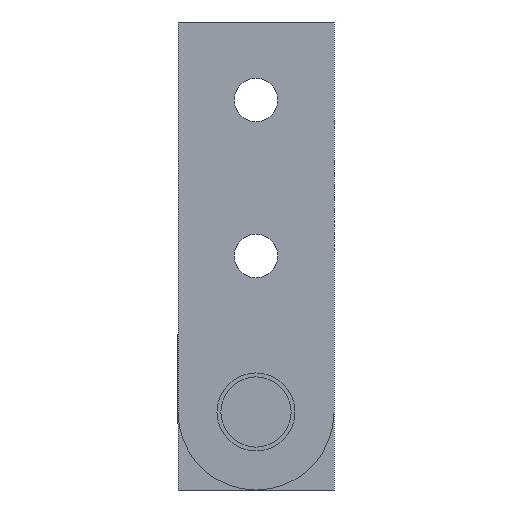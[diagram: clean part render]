
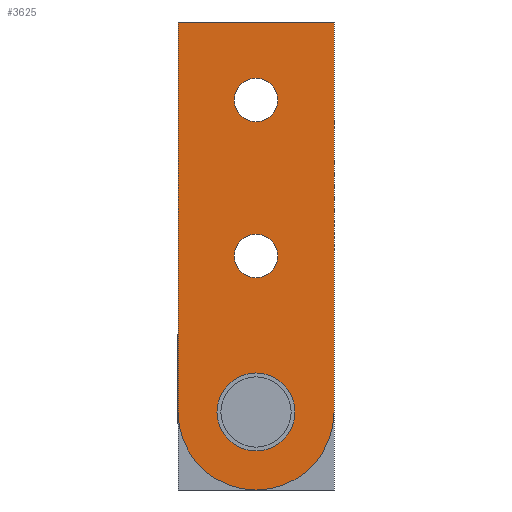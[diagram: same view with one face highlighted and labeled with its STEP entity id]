
A CAD part, left-side view. The second image highlights one B-rep face of the part: STEP entity #3625.
In plain terms, the highlighted planar face has unit normal (-1, 0, 0).
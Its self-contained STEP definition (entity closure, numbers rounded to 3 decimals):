
#3261=CARTESIAN_POINT('',(-0.752,0.14,1.5));
#3262=VERTEX_POINT('',#3261);
#3278=CARTESIAN_POINT('',(-0.752,-0.14,1.5));
#3279=VERTEX_POINT('',#3278);
#3286=CARTESIAN_POINT('',(-0.752,0.0,1.5));
#3287=DIRECTION('',(1.0,0.0,0.0));
#3288=DIRECTION('',(0.0,1.0,0.0));
#3289=AXIS2_PLACEMENT_3D('',#3286,#3287,#3288);
#3290=CIRCLE('',#3289,0.14);
#3291=EDGE_CURVE('',#3262,#3279,#3290,.T.);
#3303=CARTESIAN_POINT('',(-0.752,0.14,2.5));
#3304=VERTEX_POINT('',#3303);
#3320=CARTESIAN_POINT('',(-0.752,-0.14,2.5));
#3321=VERTEX_POINT('',#3320);
#3328=CARTESIAN_POINT('',(-0.752,0.0,2.5));
#3329=DIRECTION('',(1.0,0.0,0.0));
#3330=DIRECTION('',(0.0,1.0,0.0));
#3331=AXIS2_PLACEMENT_3D('',#3328,#3329,#3330);
#3332=CIRCLE('',#3331,0.14);
#3333=EDGE_CURVE('',#3304,#3321,#3332,.T.);
#3345=CARTESIAN_POINT('',(-0.752,0.14,0.5));
#3346=VERTEX_POINT('',#3345);
#3362=CARTESIAN_POINT('',(-0.752,-0.14,0.5));
#3363=VERTEX_POINT('',#3362);
#3370=CARTESIAN_POINT('',(-0.752,0.,0.5));
#3371=DIRECTION('',(1.0,0.0,0.0));
#3372=DIRECTION('',(0.0,1.0,0.0));
#3373=AXIS2_PLACEMENT_3D('',#3370,#3371,#3372);
#3374=CIRCLE('',#3373,0.14);
#3375=EDGE_CURVE('',#3346,#3363,#3374,.T.);
#3386=CARTESIAN_POINT('',(-0.752,0.,0.5));
#3387=DIRECTION('',(1.0,0.0,0.0));
#3388=DIRECTION('',(0.0,1.0,0.0));
#3389=AXIS2_PLACEMENT_3D('',#3386,#3387,#3388);
#3390=CIRCLE('',#3389,0.14);
#3391=EDGE_CURVE('',#3363,#3346,#3390,.T.);
#3410=CARTESIAN_POINT('',(-0.752,0.0,2.5));
#3411=DIRECTION('',(1.0,0.0,0.0));
#3412=DIRECTION('',(0.0,1.0,0.0));
#3413=AXIS2_PLACEMENT_3D('',#3410,#3411,#3412);
#3414=CIRCLE('',#3413,0.14);
#3415=EDGE_CURVE('',#3321,#3304,#3414,.T.);
#3434=CARTESIAN_POINT('',(-0.752,0.0,1.5));
#3435=DIRECTION('',(1.0,0.0,0.0));
#3436=DIRECTION('',(0.0,1.0,0.0));
#3437=AXIS2_PLACEMENT_3D('',#3434,#3435,#3436);
#3438=CIRCLE('',#3437,0.14);
#3439=EDGE_CURVE('',#3279,#3262,#3438,.T.);
#3457=CARTESIAN_POINT('',(-0.752,-0.5,3.0));
#3458=VERTEX_POINT('',#3457);
#3459=CARTESIAN_POINT('',(-0.752,-0.5,0.5));
#3460=VERTEX_POINT('',#3459);
#3461=CARTESIAN_POINT('',(-0.752,-0.5,3.0));
#3462=DIRECTION('',(0.0,0.0,-1.0));
#3463=VECTOR('',#3462,2.5);
#3464=LINE('',#3461,#3463);
#3465=EDGE_CURVE('',#3458,#3460,#3464,.T.);
#3497=CARTESIAN_POINT('',(-0.752,0.5,0.5));
#3498=VERTEX_POINT('',#3497);
#3499=CARTESIAN_POINT('',(-0.752,0.,0.5));
#3500=DIRECTION('',(1.0,0.,0.));
#3501=DIRECTION('',(0.,0.707,-0.707));
#3502=AXIS2_PLACEMENT_3D('',#3499,#3500,#3501);
#3503=CIRCLE('',#3502,0.5);
#3504=EDGE_CURVE('',#3460,#3498,#3503,.T.);
#3530=CARTESIAN_POINT('',(-0.752,0.5,3.0));
#3531=VERTEX_POINT('',#3530);
#3532=CARTESIAN_POINT('',(-0.752,0.5,0.5));
#3533=DIRECTION('',(0.0,0.0,1.0));
#3534=VECTOR('',#3533,2.5);
#3535=LINE('',#3532,#3534);
#3536=EDGE_CURVE('',#3498,#3531,#3535,.T.);
#3561=CARTESIAN_POINT('',(-0.752,0.5,3.0));
#3562=DIRECTION('',(0.0,-1.0,0.0));
#3563=VECTOR('',#3562,1.0);
#3564=LINE('',#3561,#3563);
#3565=EDGE_CURVE('',#3531,#3458,#3564,.T.);
#3602=CARTESIAN_POINT('',(-0.752,-0.5,3.0));
#3603=DIRECTION('',(1.0,0.0,0.0));
#3604=DIRECTION('',(0.0,-1.0,0.0));
#3605=AXIS2_PLACEMENT_3D('',#3602,#3603,#3604);
#3606=PLANE('',#3605);
#3607=ORIENTED_EDGE('',*,*,#3465,.F.);
#3608=ORIENTED_EDGE('',*,*,#3565,.F.);
#3609=ORIENTED_EDGE('',*,*,#3536,.F.);
#3610=ORIENTED_EDGE('',*,*,#3504,.F.);
#3611=EDGE_LOOP('',(#3607,#3608,#3609,#3610));
#3612=FACE_OUTER_BOUND('',#3611,.T.);
#3613=ORIENTED_EDGE('',*,*,#3375,.T.);
#3614=ORIENTED_EDGE('',*,*,#3391,.T.);
#3615=EDGE_LOOP('',(#3613,#3614));
#3616=FACE_BOUND('',#3615,.T.);
#3617=ORIENTED_EDGE('',*,*,#3333,.T.);
#3618=ORIENTED_EDGE('',*,*,#3415,.T.);
#3619=EDGE_LOOP('',(#3617,#3618));
#3620=FACE_BOUND('',#3619,.T.);
#3621=ORIENTED_EDGE('',*,*,#3291,.T.);
#3622=ORIENTED_EDGE('',*,*,#3439,.T.);
#3623=EDGE_LOOP('',(#3621,#3622));
#3624=FACE_BOUND('',#3623,.T.);
#3625=ADVANCED_FACE('',(#3612,#3616,#3620,#3624),#3606,.F.);
